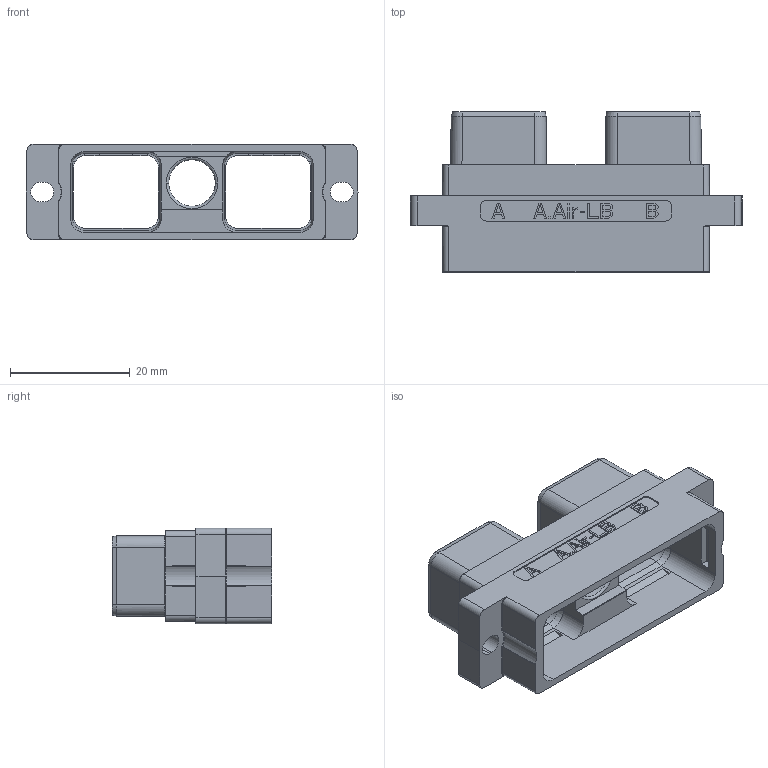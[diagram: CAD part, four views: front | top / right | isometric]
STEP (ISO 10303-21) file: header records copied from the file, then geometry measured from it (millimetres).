
FILE_DESCRIPTION((''),'2;1');
FILE_NAME('SIM2B41K','2019-09-12T',('presta_be4'),(''),'PRO/ENGINEER BY PARAMETRIC TECHNOLOGY CORPORATION, 2014310','PRO/ENGINEER BY PARAMETRIC TECHNOLOGY CORPORATION, 2014310','');
FILE_SCHEMA(('CONFIG_CONTROL_DESIGN'));
Length unit declared in the file: millimetre
Products named in the file (1): SIM2B41K
Bounding box: 55.41 x 26.69 x 15.93 mm (x, y, z)
Volume: 5398.4 mm3; surface area: 7283.1 mm2
Topology: 1 solids, 1 shells, 674 faces, 1790 edges, 1150 vertices
Faces by surface type: plane 516, cylinder 92, bspline 44, cone 12, torus 10
Entity records: 25825 total; most frequent: CARTESIAN_POINT 9448, ORIENTED_EDGE 3572, DIRECTION 3033, EDGE_CURVE 1786, VECTOR 1463, LINE 1463, VERTEX_POINT 1150, AXIS2_PLACEMENT_3D 785
